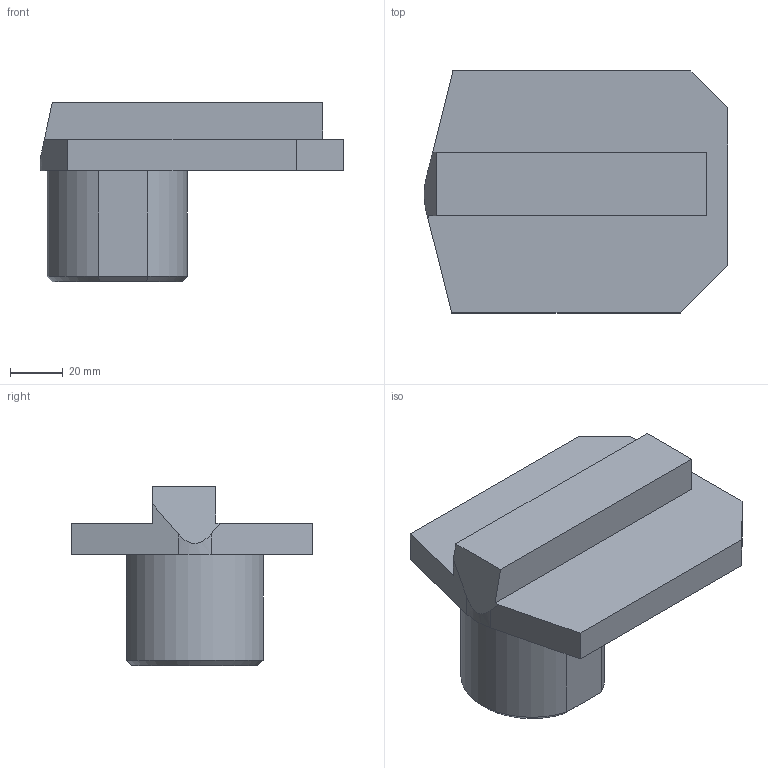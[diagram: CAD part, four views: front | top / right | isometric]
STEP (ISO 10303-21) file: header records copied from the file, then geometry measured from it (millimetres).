
FILE_DESCRIPTION(/* description */ (''),/* implementation_level */ '2;1');
FILE_NAME(/* name */ '1694597918423.stp',/* time_stamp */ '2023-09-13T11:38:43+02:00',/* author */ (''),/* organization */ ('SMS'),/* preprocessor_version */ 'ST-DEVELOPER v16.7',/* originating_system */ 'SIEMENS PLM Software NX 12.0',/* authorisation */ '');
FILE_SCHEMA (('AUTOMOTIVE_DESIGN { 1 0 10303 214 3 1 1 1 }'));
Length unit declared in the file: millimetre
Products named in the file (1): 111169619mod000_02
Bounding box: 115.45 x 92 x 68.15 mm (x, y, z)
Volume: 249850.3 mm3; surface area: 34825.6 mm2
Topology: 1 solids, 1 shells, 24 faces, 59 edges, 41 vertices
Faces by surface type: plane 19, cylinder 3, cone 2
Entity records: 772 total; most frequent: CARTESIAN_POINT 140, DIRECTION 119, ORIENTED_EDGE 118, EDGE_CURVE 59, LINE 47, VECTOR 47, VERTEX_POINT 38, AXIS2_PLACEMENT_3D 36
